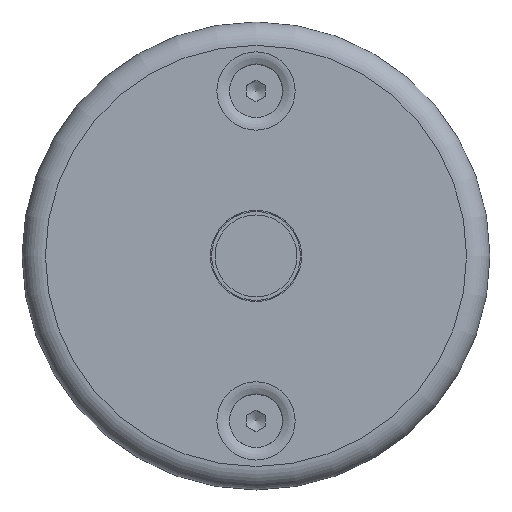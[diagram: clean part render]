
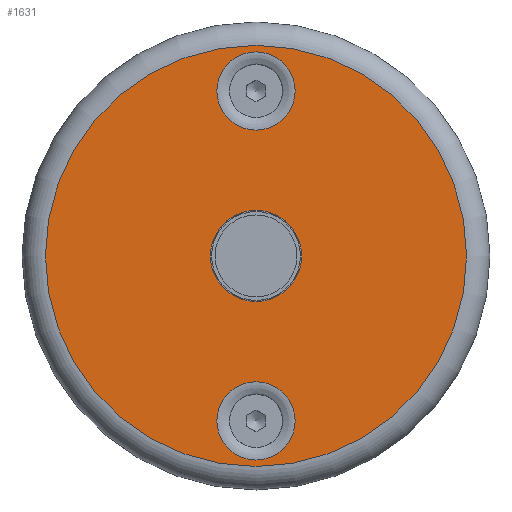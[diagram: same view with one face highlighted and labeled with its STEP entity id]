
A CAD part, top view. The second image highlights one B-rep face of the part: STEP entity #1631.
In plain terms, the highlighted face is planar.
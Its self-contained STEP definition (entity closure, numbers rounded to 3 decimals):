
#1631=ADVANCED_FACE('',(#6789,#6791,#6793,#6795),#6797,.F.);
#6789=FACE_BOUND('',#6790,.T.);
#6790=EDGE_LOOP('',(#16897));
#6791=FACE_BOUND('',#6792,.T.);
#6792=EDGE_LOOP('',(#16898));
#6793=FACE_BOUND('',#6794,.T.);
#6794=EDGE_LOOP('',(#16899));
#6795=FACE_BOUND('',#6796,.T.);
#6796=EDGE_LOOP('',(#16900));
#6797=PLANE('',#6798);
#6798=AXIS2_PLACEMENT_3D('',#6799,#6800,#6801);
#6799=CARTESIAN_POINT('',(0.,0.,0.));
#6800=DIRECTION('',(0.,0.,1.));
#6801=DIRECTION('',(-1.,0.,0.));
#16897=ORIENTED_EDGE('',*,*,#17538,.T.);
#16898=ORIENTED_EDGE('',*,*,#17539,.T.);
#16899=ORIENTED_EDGE('',*,*,#17532,.T.);
#16900=ORIENTED_EDGE('',*,*,#17540,.F.);
#17532=EDGE_CURVE('',#18300,#18300,#18301,.T.);
#17538=EDGE_CURVE('',#18312,#18312,#18313,.F.);
#17539=EDGE_CURVE('',#18314,#18314,#18315,.F.);
#17540=EDGE_CURVE('',#18316,#18316,#18317,.T.);
#18300=VERTEX_POINT('',#23081);
#18301=CIRCLE('',#23082,9.75);
#18312=VERTEX_POINT('',#23111);
#18313=CIRCLE('',#23112,45.);
#18314=VERTEX_POINT('',#23116);
#18315=CIRCLE('',#23117,8.366);
#18316=VERTEX_POINT('',#23121);
#18317=CIRCLE('',#23122,8.366);
#23081=CARTESIAN_POINT('',(0.,-9.75,0.));
#23082=AXIS2_PLACEMENT_3D('',#23083,#23084,#23085);
#23083=CARTESIAN_POINT('',(0.,0.,0.));
#23084=DIRECTION('',(0.,0.,1.));
#23085=DIRECTION('',(0.,-1.,0.));
#23111=CARTESIAN_POINT('',(-45.,0.,0.));
#23112=AXIS2_PLACEMENT_3D('',#23113,#23114,#23115);
#23113=CARTESIAN_POINT('',(0.,0.,0.));
#23114=DIRECTION('',(0.,0.,1.));
#23115=DIRECTION('',(-1.,0.,0.));
#23116=CARTESIAN_POINT('',(-26.884,0.,0.));
#23117=AXIS2_PLACEMENT_3D('',#23118,#23119,#23120);
#23118=CARTESIAN_POINT('',(-35.25,0.,0.));
#23119=DIRECTION('',(0.,0.,-1.));
#23120=DIRECTION('',(1.,0.,0.));
#23121=CARTESIAN_POINT('',(26.884,0.,0.));
#23122=AXIS2_PLACEMENT_3D('',#23123,#23124,#23125);
#23123=CARTESIAN_POINT('',(35.25,0.,0.));
#23124=DIRECTION('',(0.,0.,-1.));
#23125=DIRECTION('',(-1.,0.,0.));
